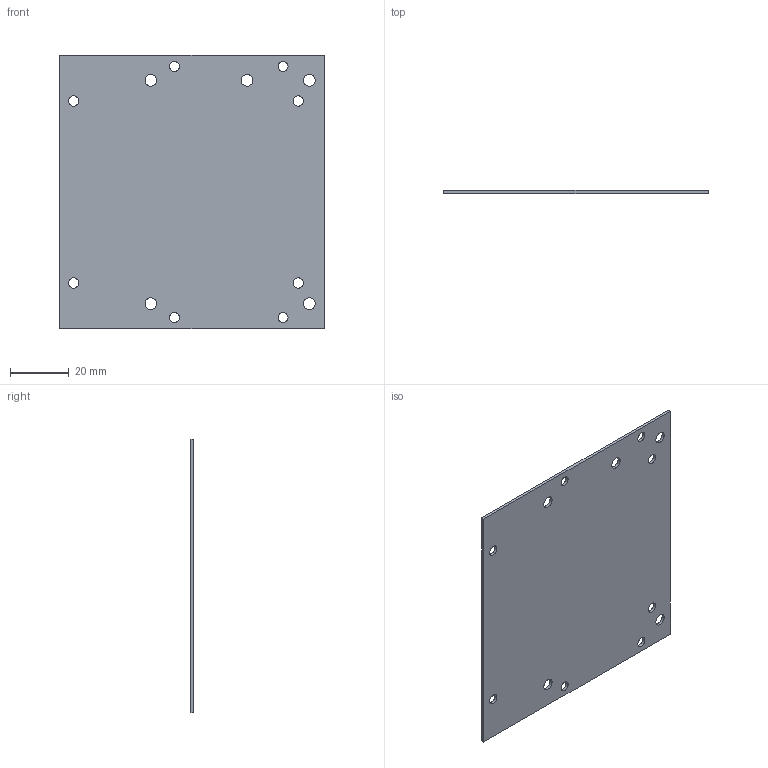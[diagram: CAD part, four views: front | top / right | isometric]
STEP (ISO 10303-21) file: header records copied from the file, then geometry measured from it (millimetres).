
FILE_DESCRIPTION(/* description */ (''),/* implementation_level */ '2;1');
FILE_NAME(/* name */ 'переходная панель под SSD.stp',/* time_stamp */ '2019-08-08T15:06:47+03:00',/* author */ ('rishat'),/* organization */ (''),/* preprocessor_version */ 'ST-DEVELOPER v17',/* originating_system */ 'Autodesk Inventor 2019',/* authorisation */ '');
FILE_SCHEMA (('AUTOMOTIVE_DESIGN { 1 0 10303 214 3 1 1 }'));
Length unit declared in the file: millimetre
Products named in the file (1): переходная панель 
под SSD
Bounding box: 90 x 1 x 93 mm (x, y, z)
Volume: 8232.4 mm3; surface area: 16980.3 mm2
Topology: 1 solids, 1 shells, 19 faces, 51 edges, 34 vertices
Faces by surface type: cylinder 13, plane 6
Full cylindrical faces by diameter (mm): 3.4 x4, 3.5 x4, 4 x5
Entity records: 702 total; most frequent: DIRECTION 117, CARTESIAN_POINT 105, ORIENTED_EDGE 102, EDGE_CURVE 51, AXIS2_PLACEMENT_3D 46, EDGE_LOOP 45, VERTEX_POINT 34, FACE_BOUND 26
